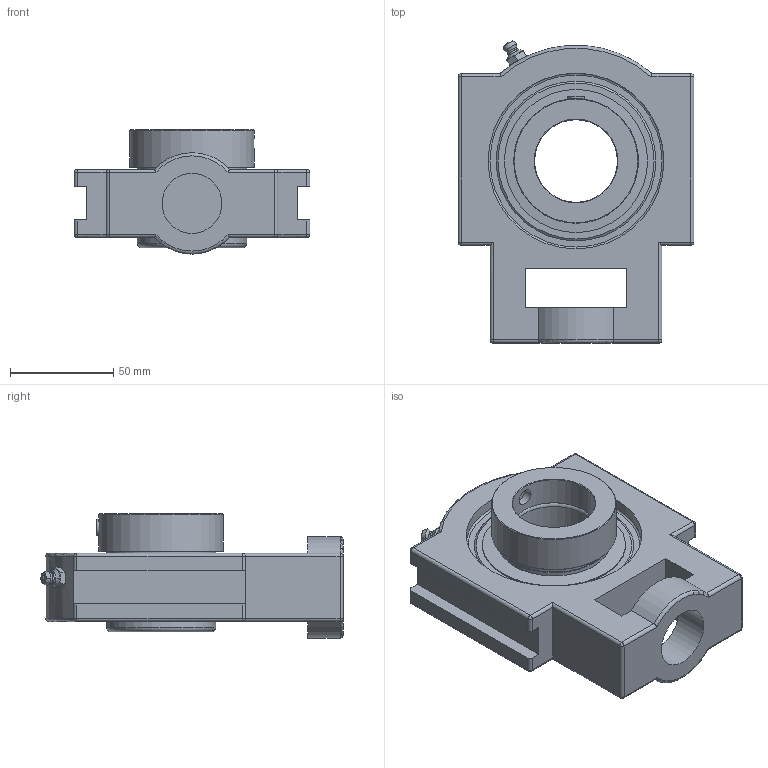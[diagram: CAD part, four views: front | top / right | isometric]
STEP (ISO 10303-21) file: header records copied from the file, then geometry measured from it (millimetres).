
FILE_DESCRIPTION(('HOOPS Exchange Step'),'2;1');
FILE_NAME('export-F01A5747-CD27-434D-B46B-BAB85348E9CB.stp','2019-12-18T08:14:36-08:00',('ibuslach'),('Alibre'),'HOOPS Exchange 2019.2','Alibre','Unknown authorisation');
FILE_SCHEMA( ('AP242_MANAGED_MODEL_BASED_3D_ENGINEERING_MIM_LF {1 0 10303 442 1 1 4 }') );
Length unit declared in the file: centimetre
Products named in the file (8): MRN ST 208; UCP ZERK 6mm; SHC 208-24 Flinger; SHC 207 SS; SHC 208 Collar; SHC 208 Races; MRN SHC 208; MRN SHCT 208
Assembly tree (7 placements, depth 3):
  MRN SHCT 208
    MRN ST 208
    UCP ZERK 6mm
    MRN SHC 208
      SHC 208-24 Flinger
      SHC 207 SS
      SHC 208 Collar
      SHC 208 Races
Bounding box: 114 x 146.12 x 60.06 mm (x, y, z)
Volume: 335420.3 mm3; surface area: 96160.2 mm2
Topology: 20 solids, 20 shells, 212 faces, 549 edges, 336 vertices
Faces by surface type: cylinder 73, plane 61, sphere 33, cone 22, torus 19, bspline 4
Full cylindrical faces by diameter (mm): 1.506 x2, 6 x2, 7.925 x1, 7.938 x2, 29 x1, 40 x2, 48.768 x2, 52.832 x4, 53.848 x2, 60.3 x1, 69.215 x4, 84.93 x2
Entity records: 9303 total; most frequent: CARTESIAN_POINT 4017, DIRECTION 1133, ORIENTED_EDGE 1012, EDGE_CURVE 506, AXIS2_PLACEMENT_3D 463, VERTEX_POINT 336, EDGE_LOOP 238, FACE_BOUND 238
